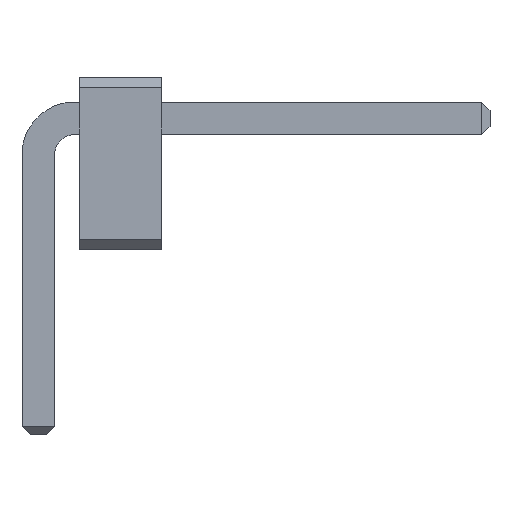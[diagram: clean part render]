
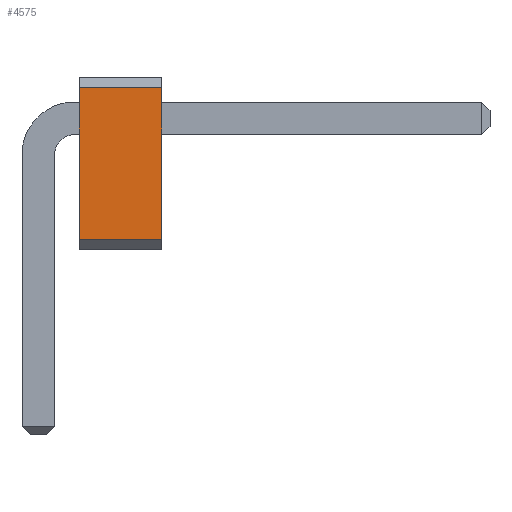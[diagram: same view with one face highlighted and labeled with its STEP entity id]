
A CAD part, front view. The second image highlights one B-rep face of the part: STEP entity #4575.
In plain terms, the highlighted planar face has unit normal (0, -1, 0).
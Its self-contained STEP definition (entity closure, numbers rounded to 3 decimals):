
#479 = VERTEX_POINT('',#480);
#480 = CARTESIAN_POINT('',(1.5,-20.955,1.423));
#486 = EDGE_CURVE('',#487,#479,#489,.T.);
#487 = VERTEX_POINT('',#488);
#488 = CARTESIAN_POINT('',(1.5,-20.955,-0.423));
#489 = LINE('',#490,#491);
#490 = CARTESIAN_POINT('',(1.5,-20.955,-0.55));
#491 = VECTOR('',#492,1.);
#492 = DIRECTION('',(0.,0.,1.));
#1913 = VERTEX_POINT('',#1914);
#1914 = CARTESIAN_POINT('',(0.5,-20.955,-0.423));
#1920 = EDGE_CURVE('',#1913,#1921,#1923,.T.);
#1921 = VERTEX_POINT('',#1922);
#1922 = CARTESIAN_POINT('',(0.5,-20.955,1.423));
#1923 = LINE('',#1924,#1925);
#1924 = CARTESIAN_POINT('',(0.5,-20.955,-0.55));
#1925 = VECTOR('',#1926,1.);
#1926 = DIRECTION('',(0.,0.,1.));
#4565 = EDGE_CURVE('',#487,#1913,#4566,.T.);
#4566 = LINE('',#4567,#4568);
#4567 = CARTESIAN_POINT('',(1.5,-20.955,-0.423));
#4568 = VECTOR('',#4569,1.);
#4569 = DIRECTION('',(-1.,0.,0.));
#4575 = ADVANCED_FACE('',(#4576),#4587,.F.);
#4576 = FACE_BOUND('',#4577,.F.);
#4577 = EDGE_LOOP('',(#4578,#4579,#4580,#4581));
#4578 = ORIENTED_EDGE('',*,*,#486,.F.);
#4579 = ORIENTED_EDGE('',*,*,#4565,.T.);
#4580 = ORIENTED_EDGE('',*,*,#1920,.T.);
#4581 = ORIENTED_EDGE('',*,*,#4582,.F.);
#4582 = EDGE_CURVE('',#479,#1921,#4583,.T.);
#4583 = LINE('',#4584,#4585);
#4584 = CARTESIAN_POINT('',(1.5,-20.955,1.423));
#4585 = VECTOR('',#4586,1.);
#4586 = DIRECTION('',(-1.,0.,0.));
#4587 = PLANE('',#4588);
#4588 = AXIS2_PLACEMENT_3D('',#4589,#4590,#4591);
#4589 = CARTESIAN_POINT('',(1.5,-20.955,-0.55));
#4590 = DIRECTION('',(0.,1.,0.));
#4591 = DIRECTION('',(0.,0.,1.));
